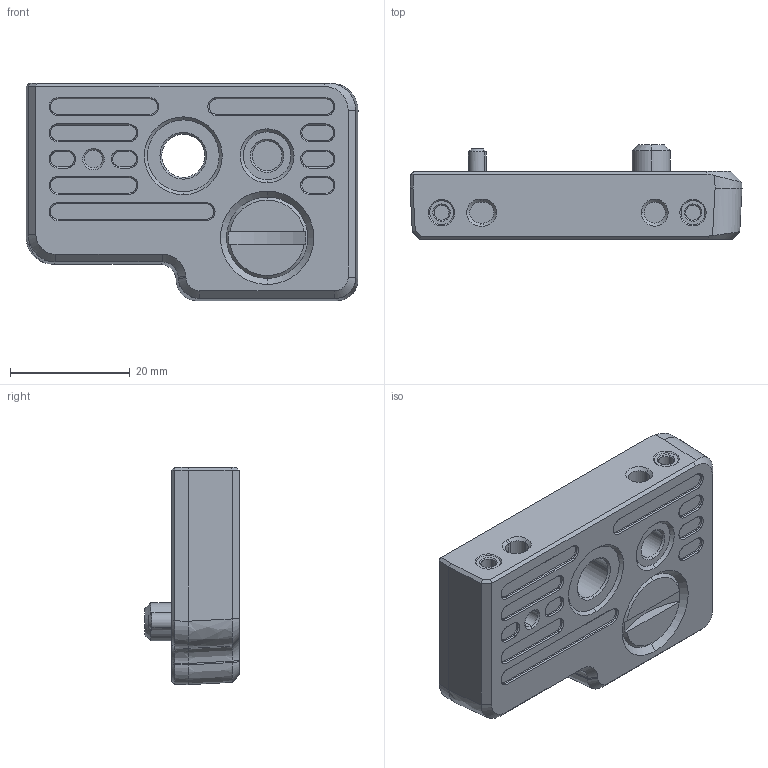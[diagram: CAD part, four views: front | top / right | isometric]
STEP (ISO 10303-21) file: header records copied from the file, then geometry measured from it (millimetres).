
FILE_DESCRIPTION (( 'STEP AP214' ), '1' );
FILE_NAME ('SIGMA_BPL-11_ver1.STEP', '2019-09-06T02:40:47', ( '' ), ( '' ), 'SwSTEP 2.0', 'SolidWorks 2016', '' );
FILE_SCHEMA (( 'AUTOMOTIVE_DESIGN' ));
Length unit declared in the file: millimetre
Products named in the file (2): SIGMA_BPL-11_ver1
Bounding box: 55.45 x 15.8 x 36.3 mm (x, y, z)
Volume: 18434.5 mm3; surface area: 7050.9 mm2
Topology: 1 solids, 2 shells, 393 faces, 869 edges, 527 vertices
Faces by surface type: plane 177, cylinder 95, bspline 70, cone 41, torus 10
Entity records: 14657 total; most frequent: CARTESIAN_POINT 6422, ORIENTED_EDGE 1738, DIRECTION 1547, EDGE_CURVE 869, AXIS2_PLACEMENT_3D 556, VERTEX_POINT 527, EDGE_LOOP 444, LINE 435
